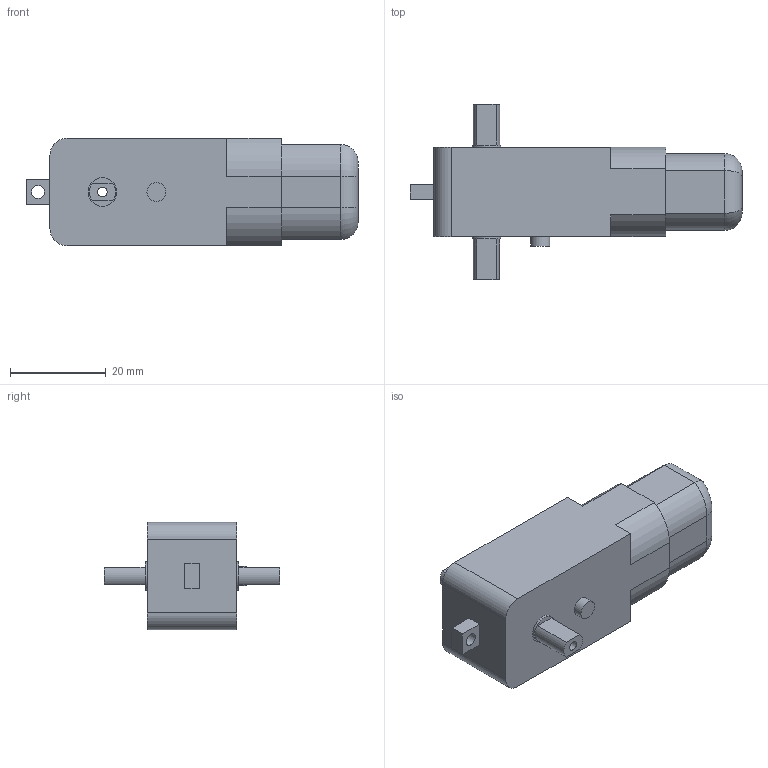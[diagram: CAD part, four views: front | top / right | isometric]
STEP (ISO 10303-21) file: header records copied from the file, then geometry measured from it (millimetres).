
FILE_DESCRIPTION(/* description */ ('STEP AP242 Edition 2','CAx-IF Rec.Pracs.---Representation and Presentation of Product Manufacturing Information (PMI)---4.0---2014-10-13','CAx-IF Rec.Pracs.---3D Tessellated Geometry---0.4---2014-09-14','2;1','CAx-IF Rec.Pracs.---User Defined Attributes---1.5---2016-08-15'),/* implementation_level */ '2;1');
FILE_NAME(/* name */ '692ed04a35d0cb55cc2160f8',/* time_stamp */ '2025-12-02T11:40:59Z',/* author */ (''),/* organization */ (''),/* preprocessor_version */ 'ST-DEVELOPER v20',/* originating_system */ 'ONSHAPE BY PTC INC, 1.207',/* authorisation */ ' ');
FILE_SCHEMA (('AP242_MANAGED_MODEL_BASED_3D_ENGINEERING_MIM_LF { 1 0 10303 442 3 1 4 }'));
Length unit declared in the file: metre
Products named in the file (1): DC-motor-yellow
Bounding box: 69.5 x 36.65 x 22.5 mm (x, y, z)
Volume: 24609.8 mm3; surface area: 6172.1 mm2
Topology: 1 solids, 1 shells, 56 faces, 133 edges, 86 vertices
Faces by surface type: plane 29, cylinder 23, torus 4
Full cylindrical faces by diameter (mm): 2 x1, 2.7 x1, 4 x1, 6 x2
Entity records: 1974 total; most frequent: CARTESIAN_POINT 300, DIRECTION 282, ORIENTED_EDGE 256, EDGE_CURVE 128, AXIS2_PLACEMENT_3D 102, VERTEX_POINT 86, LINE 78, VECTOR 78
